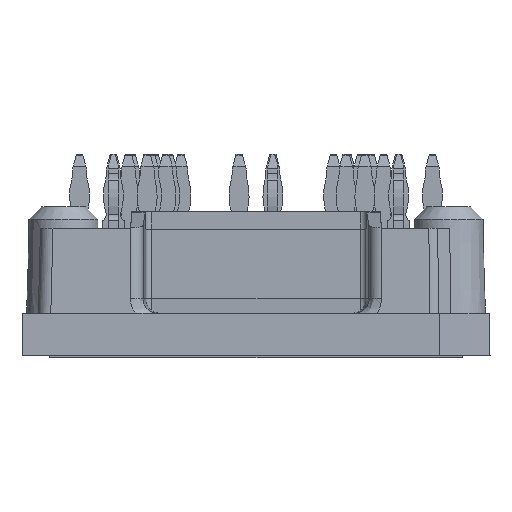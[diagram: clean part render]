
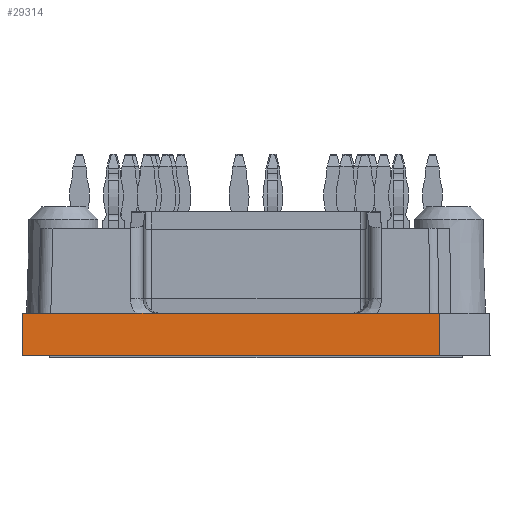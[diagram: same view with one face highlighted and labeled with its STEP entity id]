
A CAD part, left-side view. The second image highlights one B-rep face of the part: STEP entity #29314.
In plain terms, the highlighted planar face has unit normal (-1, 0, 0.018).
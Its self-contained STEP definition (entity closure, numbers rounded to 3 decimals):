
#2917=ORIENTED_EDGE('',*,*,#8629,.T.);
#2918=ORIENTED_EDGE('',*,*,#8656,.F.);
#2919=ORIENTED_EDGE('',*,*,#8659,.T.);
#2920=ORIENTED_EDGE('',*,*,#8660,.T.);
#8629=EDGE_CURVE('',#11539,#11537,#13619,.F.);
#8656=EDGE_CURVE('',#11542,#11537,#13646,.F.);
#8659=EDGE_CURVE('',#11542,#11543,#13649,.T.);
#8660=EDGE_CURVE('',#11543,#11539,#13650,.F.);
#11537=VERTEX_POINT('',#40533);
#11539=VERTEX_POINT('',#40536);
#11542=VERTEX_POINT('',#40573);
#11543=VERTEX_POINT('',#40580);
#13619=LINE('',#40535,#15887);
#13646=LINE('',#40574,#15914);
#13649=LINE('',#40579,#15917);
#13650=LINE('',#40581,#15918);
#15887=VECTOR('',#34006,1000.);
#15914=VECTOR('',#34049,1000.);
#15917=VECTOR('',#34056,1000.);
#15918=VECTOR('',#34057,1000.);
#17956=EDGE_LOOP('',(#2917,#2918,#2919,#2920));
#19236=FACE_BOUND('',#17956,.T.);
#20295=PLANE('',#30778);
#29314=ADVANCED_FACE('',(#19236),#20295,.T.);
#30778=AXIS2_PLACEMENT_3D('',#40578,#34054,#34055);
#34006=DIRECTION('',(-0.017,-0.007,-1.));
#34049=DIRECTION('',(0.,1.,0.));
#34054=DIRECTION('',(-1.,0.,0.017));
#34055=DIRECTION('',(0.017,0.,1.));
#34056=DIRECTION('',(-0.017,0.017,-1.));
#34057=DIRECTION('',(0.,1.,0.));
#40533=CARTESIAN_POINT('',(-40.941,-14.675,3.4));
#40535=CARTESIAN_POINT('',(-40.998,-14.699,0.134));
#40536=CARTESIAN_POINT('',(-41.,-14.7,0.));
#40573=CARTESIAN_POINT('',(-40.941,18.641,3.4));
#40574=CARTESIAN_POINT('',(-40.941,0.,3.4));
#40578=CARTESIAN_POINT('',(-41.,0.,0.));
#40579=CARTESIAN_POINT('',(-40.994,18.694,0.326));
#40580=CARTESIAN_POINT('',(-41.,18.7,0.));
#40581=CARTESIAN_POINT('',(-41.,0.,0.));
